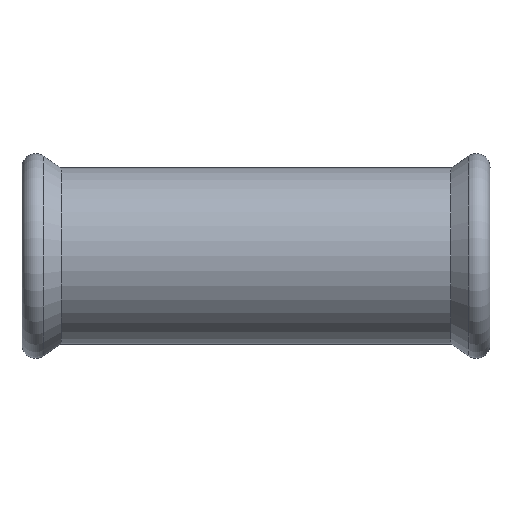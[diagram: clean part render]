
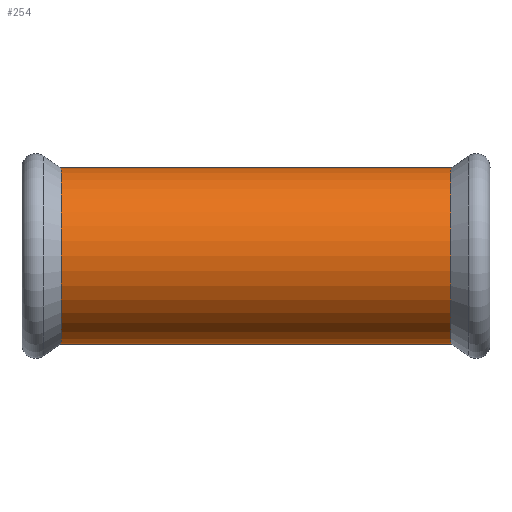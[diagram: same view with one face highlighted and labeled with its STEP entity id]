
A CAD part, front view. The second image highlights one B-rep face of the part: STEP entity #254.
In plain terms, the highlighted cylindrical face has radius 19.2 mm (diameter 38.4 mm), a full revolution.
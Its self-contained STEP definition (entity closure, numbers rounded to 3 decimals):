
#53=FACE_BOUND($,#114,.T.);
#75=FACE_OUTER_BOUND($,#113,.T.);
#113=EDGE_LOOP($,(#223));
#114=EDGE_LOOP($,(#224));
#131=CIRCLE($,#277,19.2);
#141=CIRCLE($,#298,19.2);
#153=VERTEX_POINT($,#426);
#163=VERTEX_POINT($,#457);
#175=EDGE_CURVE($,#153,#153,#131,.T.);
#185=EDGE_CURVE($,#163,#163,#141,.T.);
#223=ORIENTED_EDGE($,*,*,#175,.T.);
#224=ORIENTED_EDGE($,*,*,#185,.F.);
#236=CYLINDRICAL_SURFACE($,#297,19.2);
#254=ADVANCED_FACE($,(#75,#53),#236,.T.);
#277=AXIS2_PLACEMENT_3D($,#427,#340,#341);
#297=AXIS2_PLACEMENT_3D($,#456,#380,#381);
#298=AXIS2_PLACEMENT_3D($,#458,#382,#383);
#340=DIRECTION('center_axis',(-1.,0.,0.));
#341=DIRECTION('ref_axis',(0.,0.,1.));
#380=DIRECTION('center_axis',(-1.,0.,0.));
#381=DIRECTION('ref_axis',(0.,0.,1.));
#382=DIRECTION('center_axis',(-1.,0.,0.));
#383=DIRECTION('ref_axis',(0.,0.,1.));
#426=CARTESIAN_POINT('',(42.487,0.,19.2));
#427=CARTESIAN_POINT('Origin',(42.487,0.,0.));
#456=CARTESIAN_POINT('Origin',(-21.243,0.,0.));
#457=CARTESIAN_POINT('',(-42.487,0.,19.2));
#458=CARTESIAN_POINT('Origin',(-42.487,0.,0.));
